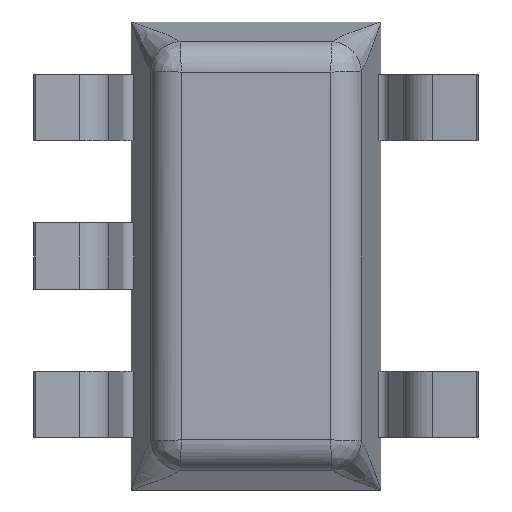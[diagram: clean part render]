
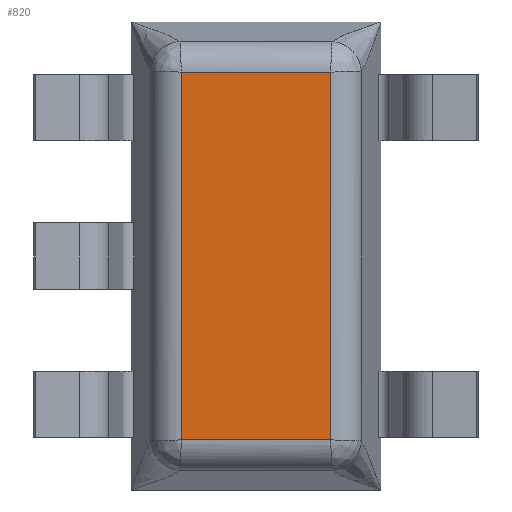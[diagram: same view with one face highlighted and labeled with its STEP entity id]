
A CAD part, front view. The second image highlights one B-rep face of the part: STEP entity #820.
In plain terms, the highlighted planar face has unit normal (0, -1, 0).
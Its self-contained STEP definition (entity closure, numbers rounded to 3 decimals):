
#65 = LINE ( 'NONE', #3932, #1211 ) ;
#136 = CARTESIAN_POINT ( 'NONE',  ( 0.479, 0.1, 1.179 ) ) ;
#146 = DIRECTION ( 'NONE',  ( 0., 0., 1. ) ) ;
#324 = VERTEX_POINT ( 'NONE', #902 ) ;
#385 = VERTEX_POINT ( 'NONE', #136 ) ;
#392 = AXIS2_PLACEMENT_3D ( 'NONE', #1065, #2041, #3334 ) ;
#578 = EDGE_CURVE ( 'NONE', #1803, #3443, #2915, .T. ) ;
#684 = EDGE_CURVE ( 'NONE', #385, #1803, #65, .T. ) ;
#820 = ADVANCED_FACE ( 'NONE', ( #3007 ), #3971, .F. ) ;
#841 = EDGE_CURVE ( 'NONE', #324, #385, #1715, .T. ) ;
#898 = ORIENTED_EDGE ( 'NONE', *, *, #841, .T. ) ;
#902 = CARTESIAN_POINT ( 'NONE',  ( 0.479, 0.1, -1.179 ) ) ;
#906 = ORIENTED_EDGE ( 'NONE', *, *, #578, .T. ) ;
#1065 = CARTESIAN_POINT ( 'NONE',  ( 0., 0.1, 0. ) ) ;
#1211 = VECTOR ( 'NONE', #2002, 1000. ) ;
#1233 = ORIENTED_EDGE ( 'NONE', *, *, #1635, .T. ) ;
#1354 = VECTOR ( 'NONE', #146, 1000. ) ;
#1635 = EDGE_CURVE ( 'NONE', #3443, #324, #3724, .T. ) ;
#1715 = LINE ( 'NONE', #2083, #1354 ) ;
#1803 = VERTEX_POINT ( 'NONE', #3982 ) ;
#1845 = DIRECTION ( 'NONE',  ( 1., 0., 0. ) ) ;
#2002 = DIRECTION ( 'NONE',  ( -1., 0., 0. ) ) ;
#2041 = DIRECTION ( 'NONE',  ( 0., 1., 0. ) ) ;
#2083 = CARTESIAN_POINT ( 'NONE',  ( 0.479, 0.1, 1.145 ) ) ;
#2570 = DIRECTION ( 'NONE',  ( 0., 0., -1. ) ) ;
#2915 = LINE ( 'NONE', #3784, #3386 ) ;
#3007 = FACE_OUTER_BOUND ( 'NONE', #3250, .T. ) ;
#3086 = CARTESIAN_POINT ( 'NONE',  ( 0.445, 0.1, -1.179 ) ) ;
#3250 = EDGE_LOOP ( 'NONE', ( #1233, #898, #3930, #906 ) ) ;
#3334 = DIRECTION ( 'NONE',  ( 0., 0., 1. ) ) ;
#3386 = VECTOR ( 'NONE', #2570, 1000. ) ;
#3443 = VERTEX_POINT ( 'NONE', #3468 ) ;
#3468 = CARTESIAN_POINT ( 'NONE',  ( -0.479, 0.1, -1.179 ) ) ;
#3724 = LINE ( 'NONE', #3086, #4085 ) ;
#3784 = CARTESIAN_POINT ( 'NONE',  ( -0.479, 0.1, -1.145 ) ) ;
#3930 = ORIENTED_EDGE ( 'NONE', *, *, #684, .T. ) ;
#3932 = CARTESIAN_POINT ( 'NONE',  ( -0.445, 0.1, 1.179 ) ) ;
#3971 = PLANE ( 'NONE',  #392 ) ;
#3982 = CARTESIAN_POINT ( 'NONE',  ( -0.479, 0.1, 1.179 ) ) ;
#4085 = VECTOR ( 'NONE', #1845, 1000. ) ;
